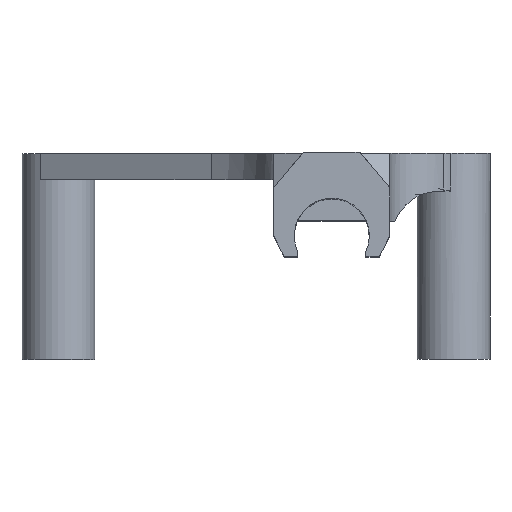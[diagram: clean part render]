
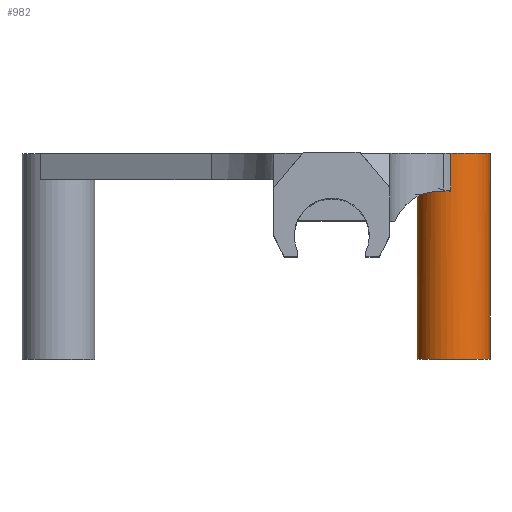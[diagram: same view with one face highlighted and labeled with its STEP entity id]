
A CAD part, top view. The second image highlights one B-rep face of the part: STEP entity #982.
In plain terms, the highlighted cylindrical face has radius 3.5 mm (diameter 7 mm), a full revolution.
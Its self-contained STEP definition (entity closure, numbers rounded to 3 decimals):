
#22=B_SPLINE_CURVE_WITH_KNOTS('',3,(#1528,#1529,#1530,#1531,#1532,#1533,
#1534,#1535),.UNSPECIFIED.,.F.,.F.,(4,2,2,4),(0.18,0.276,
0.41,0.511),.UNSPECIFIED.);
#23=B_SPLINE_CURVE_WITH_KNOTS('',3,(#1536,#1537,#1538,#1539,#1540,#1541),
 .UNSPECIFIED.,.F.,.F.,(4,2,4),(0.026,0.138,0.18),
 .UNSPECIFIED.);
#29=CYLINDRICAL_SURFACE('',#1068,3.5);
#43=CIRCLE('',#1034,3.5);
#46=CIRCLE('',#1043,3.5);
#47=CIRCLE('',#1044,3.5);
#52=CIRCLE('',#1056,3.5);
#91=FACE_OUTER_BOUND('',#144,.T.);
#144=EDGE_LOOP('',(#842,#843,#844,#845,#846,#847,#848,#849,#850,#851));
#207=LINE('',#1487,#321);
#251=LINE('',#1604,#365);
#260=LINE('',#1631,#374);
#321=VECTOR('',#1189,5.);
#365=VECTOR('',#1267,10.);
#374=VECTOR('',#1304,3.5);
#425=VERTEX_POINT('',#1456);
#428=VERTEX_POINT('',#1462);
#433=VERTEX_POINT('',#1479);
#434=VERTEX_POINT('',#1486);
#452=VERTEX_POINT('',#1527);
#456=VERTEX_POINT('',#1551);
#457=VERTEX_POINT('',#1553);
#477=VERTEX_POINT('',#1607);
#535=EDGE_CURVE('',#428,#425,#43,.T.);
#544=EDGE_CURVE('',#433,#434,#207,.T.);
#565=EDGE_CURVE('',#452,#425,#22,.T.);
#566=EDGE_CURVE('',#433,#452,#23,.T.);
#572=EDGE_CURVE('',#456,#434,#46,.T.);
#573=EDGE_CURVE('',#457,#456,#47,.T.);
#598=EDGE_CURVE('',#428,#457,#251,.T.);
#600=EDGE_CURVE('',#477,#477,#52,.T.);
#611=EDGE_CURVE('',#456,#477,#260,.T.);
#842=ORIENTED_EDGE('',*,*,#566,.T.);
#843=ORIENTED_EDGE('',*,*,#565,.T.);
#844=ORIENTED_EDGE('',*,*,#535,.F.);
#845=ORIENTED_EDGE('',*,*,#598,.T.);
#846=ORIENTED_EDGE('',*,*,#573,.T.);
#847=ORIENTED_EDGE('',*,*,#611,.T.);
#848=ORIENTED_EDGE('',*,*,#600,.F.);
#849=ORIENTED_EDGE('',*,*,#611,.F.);
#850=ORIENTED_EDGE('',*,*,#572,.T.);
#851=ORIENTED_EDGE('',*,*,#544,.F.);
#982=ADVANCED_FACE('',(#91),#29,.T.);
#1034=AXIS2_PLACEMENT_3D('',#1464,#1174,#1175);
#1043=AXIS2_PLACEMENT_3D('',#1552,#1223,#1224);
#1044=AXIS2_PLACEMENT_3D('',#1554,#1225,#1226);
#1056=AXIS2_PLACEMENT_3D('',#1608,#1271,#1272);
#1068=AXIS2_PLACEMENT_3D('',#1630,#1302,#1303);
#1174=DIRECTION('center_axis',(0.,1.,0.));
#1175=DIRECTION('ref_axis',(-1.,0.,0.));
#1189=DIRECTION('',(0.,1.,0.));
#1223=DIRECTION('center_axis',(0.,-1.,0.));
#1224=DIRECTION('ref_axis',(-1.,0.,0.));
#1225=DIRECTION('center_axis',(0.,-1.,0.));
#1226=DIRECTION('ref_axis',(-1.,0.,0.));
#1267=DIRECTION('',(0.,1.,0.));
#1271=DIRECTION('center_axis',(0.,-1.,0.));
#1272=DIRECTION('ref_axis',(-1.,0.,0.));
#1302=DIRECTION('center_axis',(0.,1.,0.));
#1303=DIRECTION('ref_axis',(-1.,0.,0.));
#1304=DIRECTION('',(0.,-1.,0.));
#1456=CARTESIAN_POINT('',(10.484,43.429,20.291));
#1462=CARTESIAN_POINT('',(15.717,43.429,16.915));
#1464=CARTESIAN_POINT('Origin',(13.967,43.429,19.947));
#1479=CARTESIAN_POINT('',(13.71,42.315,23.437));
#1486=CARTESIAN_POINT('',(13.71,45.929,23.437));
#1487=CARTESIAN_POINT('',(13.71,43.929,23.437));
#1527=CARTESIAN_POINT('',(12.218,42.646,22.978));
#1528=CARTESIAN_POINT('Ctrl Pts',(12.218,42.646,22.978));
#1529=CARTESIAN_POINT('Ctrl Pts',(11.942,42.747,22.819));
#1530=CARTESIAN_POINT('Ctrl Pts',(11.693,42.858,22.624));
#1531=CARTESIAN_POINT('Ctrl Pts',(11.181,43.1,22.108));
#1532=CARTESIAN_POINT('Ctrl Pts',(10.916,43.24,21.723));
#1533=CARTESIAN_POINT('Ctrl Pts',(10.604,43.393,20.975));
#1534=CARTESIAN_POINT('Ctrl Pts',(10.518,43.429,20.631));
#1535=CARTESIAN_POINT('Ctrl Pts',(10.484,43.429,20.291));
#1536=CARTESIAN_POINT('Ctrl Pts',(13.71,42.315,23.437));
#1537=CARTESIAN_POINT('Ctrl Pts',(13.333,42.338,23.409));
#1538=CARTESIAN_POINT('Ctrl Pts',(12.953,42.413,23.318));
#1539=CARTESIAN_POINT('Ctrl Pts',(12.471,42.557,23.114));
#1540=CARTESIAN_POINT('Ctrl Pts',(12.342,42.6,23.05));
#1541=CARTESIAN_POINT('Ctrl Pts',(12.218,42.646,22.978));
#1551=CARTESIAN_POINT('',(17.467,45.929,19.947));
#1552=CARTESIAN_POINT('Origin',(13.967,45.929,19.947));
#1553=CARTESIAN_POINT('',(15.717,45.929,16.915));
#1554=CARTESIAN_POINT('Origin',(13.967,45.929,19.947));
#1604=CARTESIAN_POINT('',(15.717,43.929,16.915));
#1607=CARTESIAN_POINT('',(17.467,26.179,19.947));
#1608=CARTESIAN_POINT('Origin',(13.967,26.179,19.947));
#1630=CARTESIAN_POINT('Origin',(13.967,43.929,19.947));
#1631=CARTESIAN_POINT('',(17.467,43.929,19.947));
